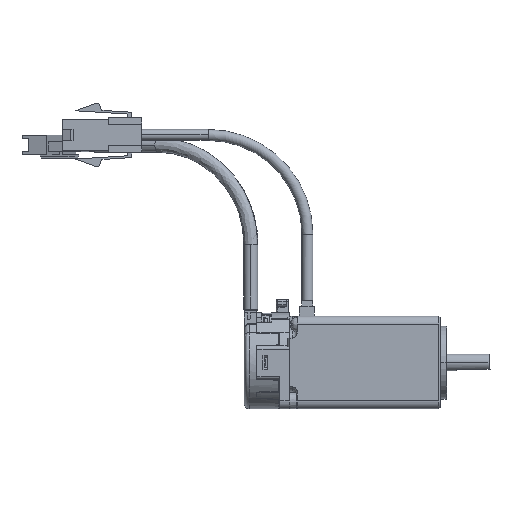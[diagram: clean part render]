
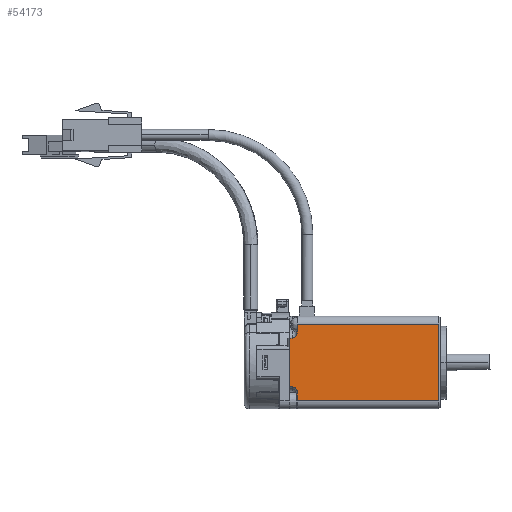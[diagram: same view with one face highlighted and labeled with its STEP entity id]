
A CAD part, left-side view. The second image highlights one B-rep face of the part: STEP entity #54173.
In plain terms, the highlighted face is planar.
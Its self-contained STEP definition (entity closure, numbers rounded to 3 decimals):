
#2696 = CARTESIAN_POINT ( 'NONE',  ( 23.751, 21.349, 2.8 ) ) ;
#2709 = DIRECTION ( 'NONE',  ( 0., 1., 0. ) ) ;
#2723 = CARTESIAN_POINT ( 'NONE',  ( 23.751, 12.449, 1.3 ) ) ;
#2724 = DIRECTION ( 'NONE',  ( -1., 0., 0. ) ) ;
#2725 = DIRECTION ( 'NONE',  ( 0., 0., -1. ) ) ;
#2730 = CARTESIAN_POINT ( 'NONE',  ( 23.751, 21.349, 45.5 ) ) ;
#2731 = DIRECTION ( 'NONE',  ( 0., -1., 0. ) ) ;
#2738 = CARTESIAN_POINT ( 'NONE',  ( 23.751, 9.849, 23. ) ) ;
#2739 = DIRECTION ( 'NONE',  ( 0., 0., -1. ) ) ;
#2781 = CARTESIAN_POINT ( 'NONE',  ( 23.751, 28.649, 23. ) ) ;
#2782 = DIRECTION ( 'NONE',  ( 0., 0., 1. ) ) ;
#2784 = CARTESIAN_POINT ( 'NONE',  ( 23.751, 13.949, 23. ) ) ;
#2789 = CARTESIAN_POINT ( 'NONE',  ( 23.751, 21.349, 0.5 ) ) ;
#2790 = DIRECTION ( 'NONE',  ( 0., 1., 0. ) ) ;
#2802 = DIRECTION ( 'NONE',  ( 0., 0., -1. ) ) ;
#3020 = CARTESIAN_POINT ( 'NONE',  ( 23.751, 32.749, 2.8 ) ) ;
#3022 = CARTESIAN_POINT ( 'NONE',  ( 23.751, 30.149, 1.3 ) ) ;
#3024 = DIRECTION ( 'NONE',  ( 1., 0., 0. ) ) ;
#3026 = DIRECTION ( 'NONE',  ( 0., 0., 1. ) ) ;
#3028 = DIRECTION ( 'NONE',  ( 0., -1., 0. ) ) ;
#3035 = CARTESIAN_POINT ( 'NONE',  ( 23.751, 32.849, 24.15 ) ) ;
#3037 = DIRECTION ( 'NONE',  ( 0., 0., 1. ) ) ;
#4402 = LINE ( 'NONE', #3020, #4416 ) ;
#4404 = CIRCLE ( 'NONE', #115079, 1.5 ) ;
#4416 = VECTOR ( 'NONE', #3028, 1000. ) ;
#4418 = LINE ( 'NONE', #3035, #4424 ) ;
#4424 = VECTOR ( 'NONE', #3037, 1000. ) ;
#30556 = EDGE_LOOP ( 'NONE', ( #48240, #48241, #48242, #48243, #48244, #48245, #48246, #48247, #48248, #48249 ) ) ;
#48240 = ORIENTED_EDGE ( 'NONE', *, *, #82124, .T. ) ;
#48241 = ORIENTED_EDGE ( 'NONE', *, *, #82132, .T. ) ;
#48242 = ORIENTED_EDGE ( 'NONE', *, *, #82106, .T. ) ;
#48243 = ORIENTED_EDGE ( 'NONE', *, *, #82117, .T. ) ;
#48244 = ORIENTED_EDGE ( 'NONE', *, *, #82188, .T. ) ;
#48245 = ORIENTED_EDGE ( 'NONE', *, *, #82178, .T. ) ;
#48246 = ORIENTED_EDGE ( 'NONE', *, *, #82170, .T. ) ;
#48247 = ORIENTED_EDGE ( 'NONE', *, *, #82338, .F. ) ;
#48248 = ORIENTED_EDGE ( 'NONE', *, *, #82342, .F. ) ;
#48249 = ORIENTED_EDGE ( 'NONE', *, *, #82345, .T. ) ;
#49568 = CARTESIAN_POINT ( 'NONE',  ( 23.751, 9.849, 45.5 ) ) ;
#49598 = CARTESIAN_POINT ( 'NONE',  ( 23.751, 12.449, 2.8 ) ) ;
#49601 = CARTESIAN_POINT ( 'NONE',  ( 23.751, 9.849, 2.8 ) ) ;
#49622 = CARTESIAN_POINT ( 'NONE',  ( 23.751, 13.949, 1.3 ) ) ;
#49648 = CARTESIAN_POINT ( 'NONE',  ( 23.751, 32.849, 45.5 ) ) ;
#49700 = CARTESIAN_POINT ( 'NONE',  ( 23.751, 28.649, 1.3 ) ) ;
#49724 = CARTESIAN_POINT ( 'NONE',  ( 23.751, 28.649, 0.5 ) ) ;
#49790 = CARTESIAN_POINT ( 'NONE',  ( 23.751, 13.949, 0.5 ) ) ;
#50086 = CARTESIAN_POINT ( 'NONE',  ( 23.751, 32.849, 2.8 ) ) ;
#50089 = CARTESIAN_POINT ( 'NONE',  ( 23.751, 30.149, 2.8 ) ) ;
#50858 = FACE_OUTER_BOUND ( 'NONE', #30556, .T. ) ;
#52803 = AXIS2_PLACEMENT_3D ( 'NONE', #57847, #57859, #57861 ) ;
#53829 = VERTEX_POINT ( 'NONE', #49568 ) ;
#53834 = VERTEX_POINT ( 'NONE', #49601 ) ;
#53837 = VERTEX_POINT ( 'NONE', #49598 ) ;
#53844 = VERTEX_POINT ( 'NONE', #49622 ) ;
#53850 = VERTEX_POINT ( 'NONE', #49648 ) ;
#53871 = VERTEX_POINT ( 'NONE', #49700 ) ;
#53874 = VERTEX_POINT ( 'NONE', #49724 ) ;
#53888 = VERTEX_POINT ( 'NONE', #49790 ) ;
#53975 = VERTEX_POINT ( 'NONE', #50089 ) ;
#53977 = VERTEX_POINT ( 'NONE', #50086 ) ;
#54173 = ADVANCED_FACE ( 'NONE', ( #50858 ), #57855, .T. ) ;
#57847 = CARTESIAN_POINT ( 'NONE',  ( 23.751, 9.849, 0.5 ) ) ;
#57855 = PLANE ( 'NONE',  #52803 ) ;
#57859 = DIRECTION ( 'NONE',  ( 1., 0., 0. ) ) ;
#57861 = DIRECTION ( 'NONE',  ( 0., 1., 0. ) ) ;
#82106 = EDGE_CURVE ( 'NONE', #53834, #53837, #128821, .T. ) ;
#82117 = EDGE_CURVE ( 'NONE', #53837, #53844, #128864, .T. ) ;
#82124 = EDGE_CURVE ( 'NONE', #53850, #53829, #128879, .T. ) ;
#82132 = EDGE_CURVE ( 'NONE', #53829, #53834, #128894, .T. ) ;
#82170 = EDGE_CURVE ( 'NONE', #53874, #53871, #128967, .T. ) ;
#82178 = EDGE_CURVE ( 'NONE', #53888, #53874, #128983, .T. ) ;
#82188 = EDGE_CURVE ( 'NONE', #53844, #53888, #128991, .T. ) ;
#82338 = EDGE_CURVE ( 'NONE', #53975, #53871, #4404, .T. ) ;
#82342 = EDGE_CURVE ( 'NONE', #53977, #53975, #4402, .T. ) ;
#82345 = EDGE_CURVE ( 'NONE', #53977, #53850, #4418, .T. ) ;
#115061 = AXIS2_PLACEMENT_3D ( 'NONE', #2723, #2724, #2725 ) ;
#115079 = AXIS2_PLACEMENT_3D ( 'NONE', #3022, #3024, #3026 ) ;
#128821 = LINE ( 'NONE', #2696, #128848 ) ;
#128848 = VECTOR ( 'NONE', #2709, 1000. ) ;
#128864 = CIRCLE ( 'NONE', #115061, 1.5 ) ;
#128879 = LINE ( 'NONE', #2730, #128884 ) ;
#128884 = VECTOR ( 'NONE', #2731, 1000. ) ;
#128894 = LINE ( 'NONE', #2738, #128900 ) ;
#128900 = VECTOR ( 'NONE', #2739, 1000. ) ;
#128967 = LINE ( 'NONE', #2781, #128974 ) ;
#128974 = VECTOR ( 'NONE', #2782, 1000. ) ;
#128983 = LINE ( 'NONE', #2789, #128989 ) ;
#128989 = VECTOR ( 'NONE', #2790, 1000. ) ;
#128991 = LINE ( 'NONE', #2784, #129012 ) ;
#129012 = VECTOR ( 'NONE', #2802, 1000. ) ;
